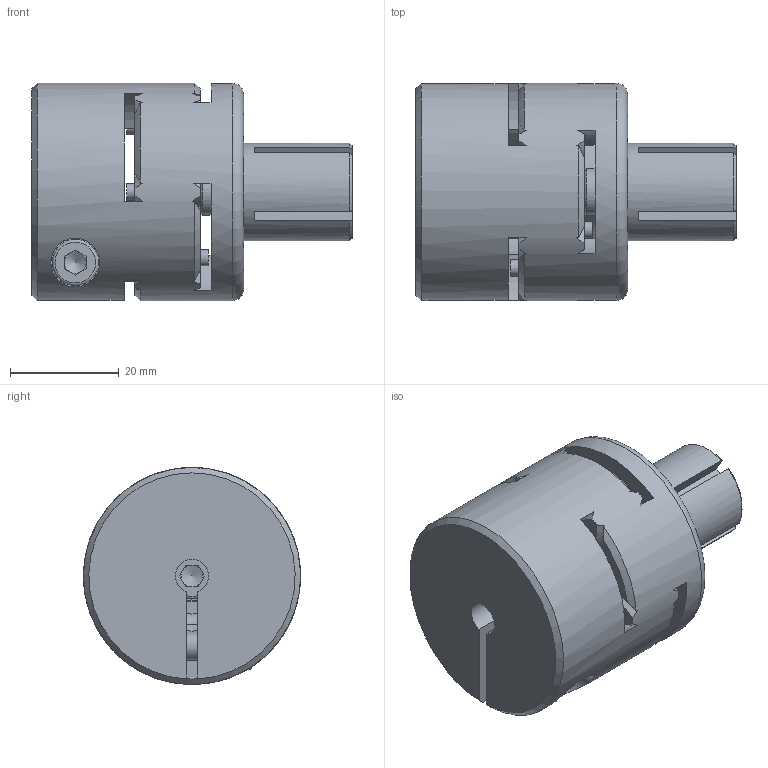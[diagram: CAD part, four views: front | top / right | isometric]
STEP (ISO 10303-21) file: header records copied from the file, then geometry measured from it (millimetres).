
FILE_DESCRIPTION(/* description */ ('Unknown'),/* implementation_level */ '2;1');
FILE_NAME(/* name */ 'EKS 15',/* time_stamp */ '2021-02-22T08:47:55+01:00',/* author */ ('Unknown'),/* organization */ ('Unknown'),/* preprocessor_version */ 'ST-DEVELOPER v16.7',/* originating_system */ 'DEX',/* authorisation */ $);
FILE_SCHEMA (('AUTOMOTIVE_DESIGN {1 0 10303 214 3 1 1}'));
Length unit declared in the file: millimetre
Products named in the file (1): EKS 15
Bounding box: 59 x 40 x 40 mm (x, y, z)
Volume: 44551.3 mm3; surface area: 16436.5 mm2
Topology: 1 solids, 1 shells, 209 faces, 592 edges, 380 vertices
Faces by surface type: cylinder 71, plane 69, cone 64, torus 5
Full cylindrical faces by diameter (mm): 3 x6, 4.2 x2, 5 x2, 5.4 x2, 8.5 x2, 8.999 x1, 9 x1, 9.5 x2, 18 x3, 40 x1
Entity records: 6763 total; most frequent: CARTESIAN_POINT 1520, DIRECTION 1100, ORIENTED_EDGE 1076, EDGE_CURVE 538, AXIS2_PLACEMENT_3D 470, VERTEX_POINT 363, FACE_BOUND 273, EDGE_LOOP 271
